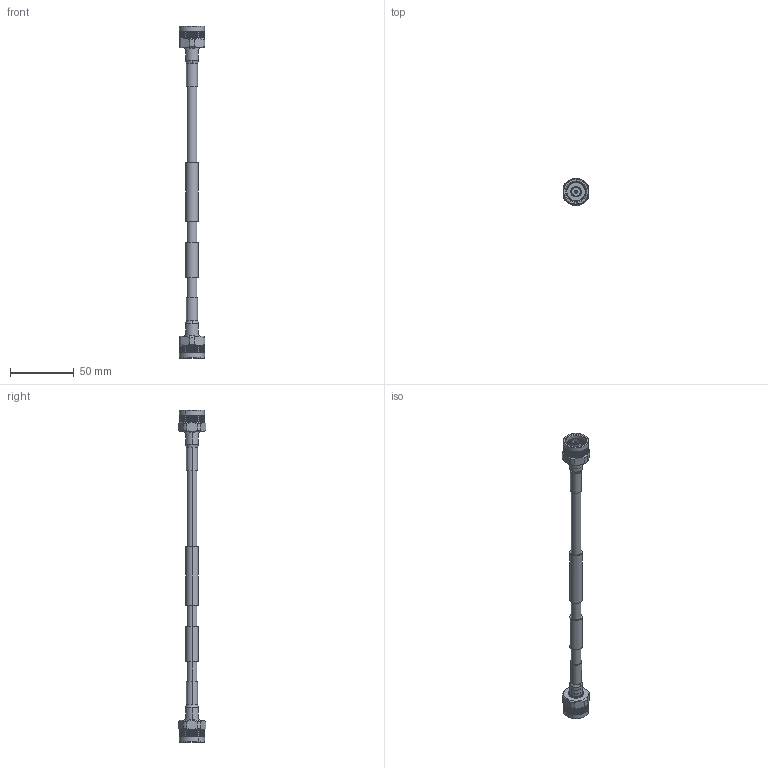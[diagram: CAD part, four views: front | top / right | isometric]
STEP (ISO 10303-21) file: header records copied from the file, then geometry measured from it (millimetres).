
FILE_DESCRIPTION (( 'STEP AP214' ), '1' );
FILE_NAME ('FMCA2253.step', '2021-02-09T19:05:24', ( '' ), ( '' ), 'SwSTEP 2.0', 'SolidWorks 2018', '' );
FILE_SCHEMA (( 'AUTOMOTIVE_DESIGN' ));
Length unit declared in the file: inch
Products named in the file (4): Heat Shrink^FMCA2253; FMCA2253; FM-1/4SFHC^FMCA2253; FMCN1704^FMCA2253
Assembly tree (5 placements, depth 2):
  FMCA2253
    FM-1/4SFHC^FMCA2253
    Heat Shrink^FMCA2253  x2
    FMCN1704^FMCA2253  x2
Bounding box: 20.14 x 21.47 x 260.32 mm (x, y, z)
Volume: 21784.3 mm3; surface area: 13411 mm2
Topology: 5 solids, 5 shells, 4464 faces, 9640 edges, 5204 vertices
Faces by surface type: bspline 3370, cylinder 954, plane 78, cone 58, torus 4
Entity records: 76238 total; most frequent: CARTESIAN_POINT 46215, ORIENTED_EDGE 9670, EDGE_CURVE 4835, VERTEX_POINT 2612, EDGE_LOOP 2253, ADVANCED_FACE 2240, FACE_OUTER_BOUND 2240, B_SPLINE_CURVE_WITH_KNOTS 2083
